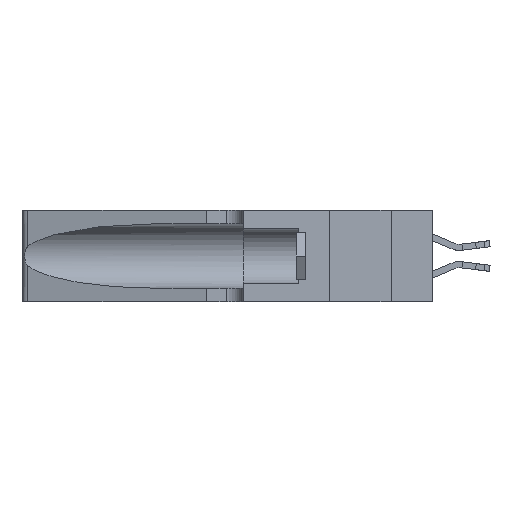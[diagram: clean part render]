
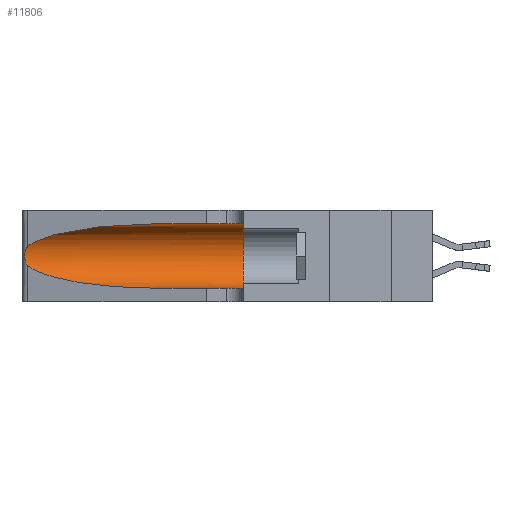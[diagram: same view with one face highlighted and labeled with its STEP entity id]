
A CAD part, left-side view. The second image highlights one B-rep face of the part: STEP entity #11806.
In plain terms, the highlighted cylindrical face has radius 3.308 mm (diameter 6.617 mm), a partial arc.
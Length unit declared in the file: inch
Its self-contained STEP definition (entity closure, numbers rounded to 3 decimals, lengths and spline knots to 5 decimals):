
#187 = CARTESIAN_POINT ( 'NONE',  ( 0.25487, 1.22718, 0.14631 ) ) ;
#858 = CIRCLE ( 'NONE', #10502, 0.13025 ) ;
#1060 = DIRECTION ( 'NONE',  ( 0., 1., 0. ) ) ;
#1278 = EDGE_CURVE ( 'NONE', #1717, #20472, #4001, .T. ) ;
#1717 = VERTEX_POINT ( 'NONE', #21759 ) ;
#1973 = CARTESIAN_POINT ( 'NONE',  ( 0.25639, 1.23184, 0.21858 ) ) ;
#2055 = EDGE_CURVE ( 'NONE', #19286, #14078, #858, .T. ) ;
#2265 = B_SPLINE_CURVE_WITH_KNOTS ( 'NONE', 3,
 ( #18065, #19765, #1973, #14604, #3790, #16371, #5621, #18132, #7437, #19909, #9236, #21694, #11084, #187 ),
 .UNSPECIFIED., .F., .F.,
 ( 4, 2, 2, 2, 2, 2, 4 ),
 ( 0., 0.00027, 0.00053, 0.00107, 0.0016, 0.00187, 0.00214 ),
 .UNSPECIFIED. ) ;
#2777 = VERTEX_POINT ( 'NONE', #19171 ) ;
#3127 = EDGE_CURVE ( 'NONE', #1717, #19286, #10741, .T. ) ;
#3790 = CARTESIAN_POINT ( 'NONE',  ( 0.25854, 1.2359, 0.20912 ) ) ;
#4001 =( BOUNDED_CURVE ( )  B_SPLINE_CURVE ( 3, ( #4513, #15320, #9976, #11814 ),
 .UNSPECIFIED., .F., .T. ) 
 B_SPLINE_CURVE_WITH_KNOTS ( ( 4, 4 ),
 ( 1.5708, 2.84003 ),
 .UNSPECIFIED. ) 
 CURVE ( )  GEOMETRIC_REPRESENTATION_ITEM ( )  RATIONAL_B_SPLINE_CURVE ( ( 1., 0.87, 0.87, 1. ) ) 
 REPRESENTATION_ITEM ( '' )  );
#4164 = EDGE_CURVE ( 'NONE', #8442, #14078, #5060, .T. ) ;
#4513 = CARTESIAN_POINT ( 'NONE',  ( 0.1305, 0.72297, 0.31525 ) ) ;
#5060 = LINE ( 'NONE', #21404, #18784 ) ;
#5621 = CARTESIAN_POINT ( 'NONE',  ( 0.26075, 1.23896, 0.19203 ) ) ;
#5855 = DIRECTION ( 'NONE',  ( 0., -1., 0. ) ) ;
#5910 = VECTOR ( 'NONE', #5855, 39.37008 ) ;
#6107 = ORIENTED_EDGE ( 'NONE', *, *, #10066, .T. ) ;
#7030 = ORIENTED_EDGE ( 'NONE', *, *, #2055, .F. ) ;
#7156 = CARTESIAN_POINT ( 'NONE',  ( 0.18966, 0.96281, 0.05475 ) ) ;
#7182 = CYLINDRICAL_SURFACE ( 'NONE', #17233, 0.13025 ) ;
#7437 = CARTESIAN_POINT ( 'NONE',  ( 0.26017, 1.23833, 0.17102 ) ) ;
#7835 = ORIENTED_EDGE ( 'NONE', *, *, #1278, .T. ) ;
#8306 = EDGE_LOOP ( 'NONE', ( #7835, #6107, #14043, #11508, #7030, #17672 ) ) ;
#8442 = VERTEX_POINT ( 'NONE', #13498 ) ;
#9236 = CARTESIAN_POINT ( 'NONE',  ( 0.25789, 1.23486, 0.15765 ) ) ;
#9976 = CARTESIAN_POINT ( 'NONE',  ( 0.2373, 1.15595, 0.28018 ) ) ;
#10066 = EDGE_CURVE ( 'NONE', #20472, #2777, #2265, .T. ) ;
#10502 = AXIS2_PLACEMENT_3D ( 'NONE', #11936, #1060, #13721 ) ;
#10741 = LINE ( 'NONE', #13055, #5910 ) ;
#11084 = CARTESIAN_POINT ( 'NONE',  ( 0.25555, 1.22993, 0.14849 ) ) ;
#11508 = ORIENTED_EDGE ( 'NONE', *, *, #4164, .T. ) ;
#11806 = ADVANCED_FACE ( 'NONE', ( #12564 ), #7182, .F. ) ;
#11814 = CARTESIAN_POINT ( 'NONE',  ( 0.25487, 1.22718, 0.22369 ) ) ;
#11921 = DIRECTION ( 'NONE',  ( 0., 0., -1. ) ) ;
#11936 = CARTESIAN_POINT ( 'NONE',  ( 0.1305, 0.35, 0.185 ) ) ;
#12564 = FACE_OUTER_BOUND ( 'NONE', #8306, .T. ) ;
#12594 = DIRECTION ( 'NONE',  ( 0., -1., 0. ) ) ;
#13055 = CARTESIAN_POINT ( 'NONE',  ( 0.1305, 1.61858, 0.31525 ) ) ;
#13498 = CARTESIAN_POINT ( 'NONE',  ( 0.1305, 0.72297, 0.05475 ) ) ;
#13721 = DIRECTION ( 'NONE',  ( 0., 0., 1. ) ) ;
#14043 = ORIENTED_EDGE ( 'NONE', *, *, #20547, .T. ) ;
#14078 = VERTEX_POINT ( 'NONE', #22996 ) ;
#14604 = CARTESIAN_POINT ( 'NONE',  ( 0.25787, 1.23484, 0.2124 ) ) ;
#15320 = CARTESIAN_POINT ( 'NONE',  ( 0.18966, 0.96281, 0.31525 ) ) ;
#16106 = CARTESIAN_POINT ( 'NONE',  ( 0.25487, 1.22718, 0.14631 ) ) ;
#16228 = CARTESIAN_POINT ( 'NONE',  ( 0.1305, 0.35, 0.31525 ) ) ;
#16371 = CARTESIAN_POINT ( 'NONE',  ( 0.26018, 1.23835, 0.19895 ) ) ;
#17233 = AXIS2_PLACEMENT_3D ( 'NONE', #20653, #22524, #11921 ) ;
#17561 = CARTESIAN_POINT ( 'NONE',  ( 0.25487, 1.22718, 0.22369 ) ) ;
#17672 = ORIENTED_EDGE ( 'NONE', *, *, #3127, .F. ) ;
#17862 = CARTESIAN_POINT ( 'NONE',  ( 0.2373, 1.15595, 0.08982 ) ) ;
#18065 = CARTESIAN_POINT ( 'NONE',  ( 0.25487, 1.22718, 0.22369 ) ) ;
#18132 = CARTESIAN_POINT ( 'NONE',  ( 0.26075, 1.23896, 0.178 ) ) ;
#18784 = VECTOR ( 'NONE', #12594, 39.37008 ) ;
#19171 = CARTESIAN_POINT ( 'NONE',  ( 0.25487, 1.22718, 0.14631 ) ) ;
#19286 = VERTEX_POINT ( 'NONE', #16228 ) ;
#19641 = CARTESIAN_POINT ( 'NONE',  ( 0.1305, 0.72297, 0.05475 ) ) ;
#19765 = CARTESIAN_POINT ( 'NONE',  ( 0.25555, 1.22994, 0.2215 ) ) ;
#19909 = CARTESIAN_POINT ( 'NONE',  ( 0.25856, 1.23593, 0.16098 ) ) ;
#20472 = VERTEX_POINT ( 'NONE', #17561 ) ;
#20547 = EDGE_CURVE ( 'NONE', #2777, #8442, #22060, .T. ) ;
#20653 = CARTESIAN_POINT ( 'NONE',  ( 0.1305, 1.61858, 0.185 ) ) ;
#21404 = CARTESIAN_POINT ( 'NONE',  ( 0.1305, 1.61858, 0.05475 ) ) ;
#21694 = CARTESIAN_POINT ( 'NONE',  ( 0.25639, 1.23186, 0.15144 ) ) ;
#21759 = CARTESIAN_POINT ( 'NONE',  ( 0.1305, 0.72297, 0.31525 ) ) ;
#22060 =( BOUNDED_CURVE ( )  B_SPLINE_CURVE ( 3, ( #16106, #17862, #7156, #19641 ),
 .UNSPECIFIED., .F., .F. ) 
 B_SPLINE_CURVE_WITH_KNOTS ( ( 4, 4 ),
 ( 3.44316, 4.71239 ),
 .UNSPECIFIED. ) 
 CURVE ( )  GEOMETRIC_REPRESENTATION_ITEM ( )  RATIONAL_B_SPLINE_CURVE ( ( 1., 0.87, 0.87, 1. ) ) 
 REPRESENTATION_ITEM ( '' )  );
#22524 = DIRECTION ( 'NONE',  ( 0., -1., 0. ) ) ;
#22996 = CARTESIAN_POINT ( 'NONE',  ( 0.1305, 0.35, 0.05475 ) ) ;
